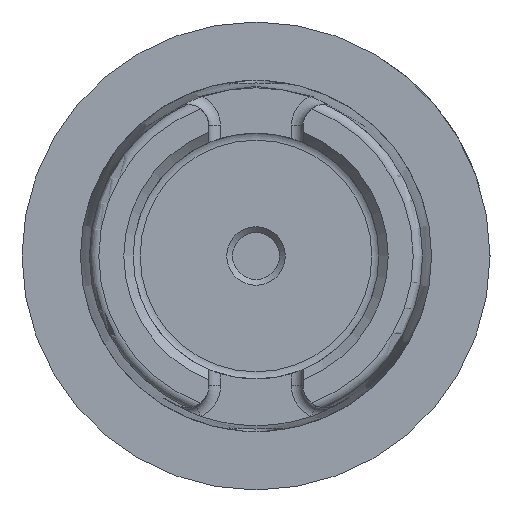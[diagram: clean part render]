
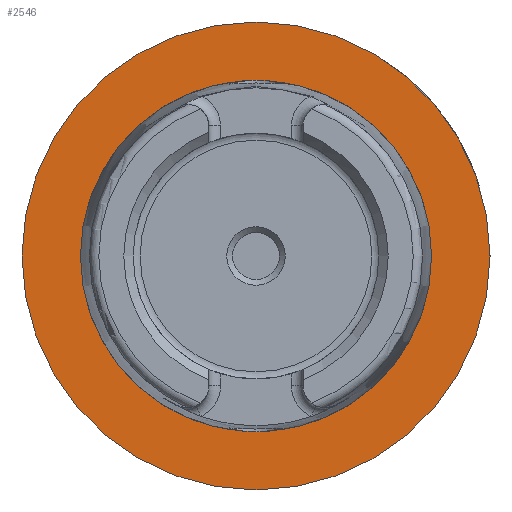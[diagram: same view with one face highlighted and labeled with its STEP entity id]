
A CAD part, left-side view. The second image highlights one B-rep face of the part: STEP entity #2546.
In plain terms, the highlighted planar face has unit normal (-1, 0, 0).
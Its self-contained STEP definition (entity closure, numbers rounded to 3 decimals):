
#2501=CARTESIAN_POINT('',(-12.,0.,17.502));
#2502=DIRECTION('',(-1.,0.,-0.));
#2503=DIRECTION('',(0.,-1.,0.));
#2504=AXIS2_PLACEMENT_3D('',#2501,#2502,#2503);
#2505=PLANE('',#2504);
#2506=CARTESIAN_POINT('',(-12.,0.,20.));
#2507=VERTEX_POINT('',#2506);
#2508=CARTESIAN_POINT('',(-12.,0.,-20.));
#2509=VERTEX_POINT('',#2508);
#2510=CARTESIAN_POINT('',(-12.,0.,0.));
#2511=DIRECTION('',(1.,0.,0.));
#2512=DIRECTION('',(-0.,0.,1.));
#2513=AXIS2_PLACEMENT_3D('',#2510,#2511,#2512);
#2514=CIRCLE('',#2513,20.);
#2515=EDGE_CURVE('',#2507,#2509,#2514,.T.);
#2516=ORIENTED_EDGE('',*,*,#2515,.F.);
#2517=CARTESIAN_POINT('',(-12.,0.,0.));
#2518=DIRECTION('',(1.,0.,0.));
#2519=DIRECTION('',(-0.,0.,1.));
#2520=AXIS2_PLACEMENT_3D('',#2517,#2518,#2519);
#2521=CIRCLE('',#2520,20.);
#2522=EDGE_CURVE('',#2509,#2507,#2521,.T.);
#2523=ORIENTED_EDGE('',*,*,#2522,.F.);
#2524=EDGE_LOOP('',(#2516,#2523));
#2525=FACE_BOUND('',#2524,.T.);
#2526=CARTESIAN_POINT('',(-12.,0.,15.004));
#2527=VERTEX_POINT('',#2526);
#2528=CARTESIAN_POINT('',(-12.,-0.,-15.004));
#2529=VERTEX_POINT('',#2528);
#2530=CARTESIAN_POINT('',(-12.,0.,0.));
#2531=DIRECTION('',(1.,-0.,0.));
#2532=DIRECTION('',(-0.,0.,1.));
#2533=AXIS2_PLACEMENT_3D('',#2530,#2531,#2532);
#2534=CIRCLE('',#2533,15.004);
#2535=EDGE_CURVE('',#2527,#2529,#2534,.T.);
#2536=ORIENTED_EDGE('',*,*,#2535,.T.);
#2537=CARTESIAN_POINT('',(-12.,0.,0.));
#2538=DIRECTION('',(1.,-0.,0.));
#2539=DIRECTION('',(-0.,0.,1.));
#2540=AXIS2_PLACEMENT_3D('',#2537,#2538,#2539);
#2541=CIRCLE('',#2540,15.004);
#2542=EDGE_CURVE('',#2529,#2527,#2541,.T.);
#2543=ORIENTED_EDGE('',*,*,#2542,.T.);
#2544=EDGE_LOOP('',(#2536,#2543));
#2545=FACE_BOUND('',#2544,.T.);
#2546=ADVANCED_FACE('',(#2525,#2545),#2505,.T.);
